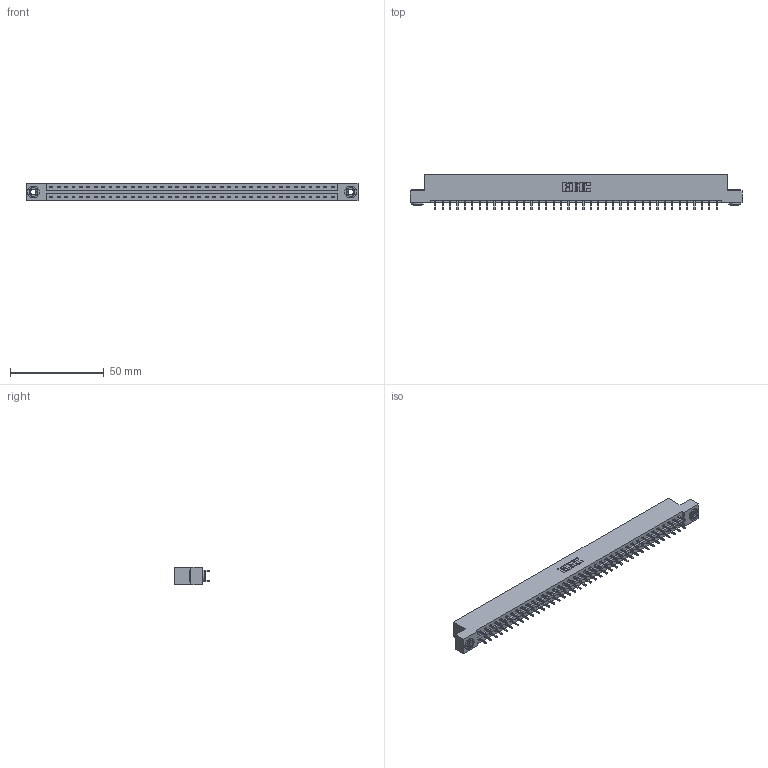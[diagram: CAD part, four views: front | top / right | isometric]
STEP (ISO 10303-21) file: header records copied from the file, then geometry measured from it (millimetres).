
FILE_DESCRIPTION (( 'STEP AP203' ), '1' );
FILE_NAME ('337-078-521-203.STEP', '2019-10-10T11:12:09', ( '' ), ( '' ), 'SwSTEP 2.0', 'SolidWorks 2016', '' );
FILE_SCHEMA (( 'CONFIG_CONTROL_DESIGN' ));
Length unit declared in the file: inch
Products named in the file (4): 345-250-002_345-250-002-102; 345-292-001_345-293-121; 337-078-521-203; 337 Part_Flush Mounting Lugs - 0.156 Dia-TH
Assembly tree (81 placements, depth 2):
  337-078-521-203
    337 Part_Flush Mounting Lugs - 0.156 Dia-TH
    345-292-001_345-293-121  x78
    345-250-002_345-250-002-102  x2
Bounding box: 177.55 x 19.06 x 9.4 mm (x, y, z)
Volume: 18658.8 mm3; surface area: 21057.9 mm2
Topology: 81 solids, 81 shells, 4364 faces, 12945 edges, 8522 vertices
Faces by surface type: plane 3044, cylinder 1312, cone 8
Entity records: 31294 total; most frequent: CARTESIAN_POINT 5249, ORIENTED_EDGE 5178, DIRECTION 4503, EDGE_CURVE 2589, VECTOR 2437, LINE 2437, VERTEX_POINT 1722, AXIS2_PLACEMENT_3D 1033
